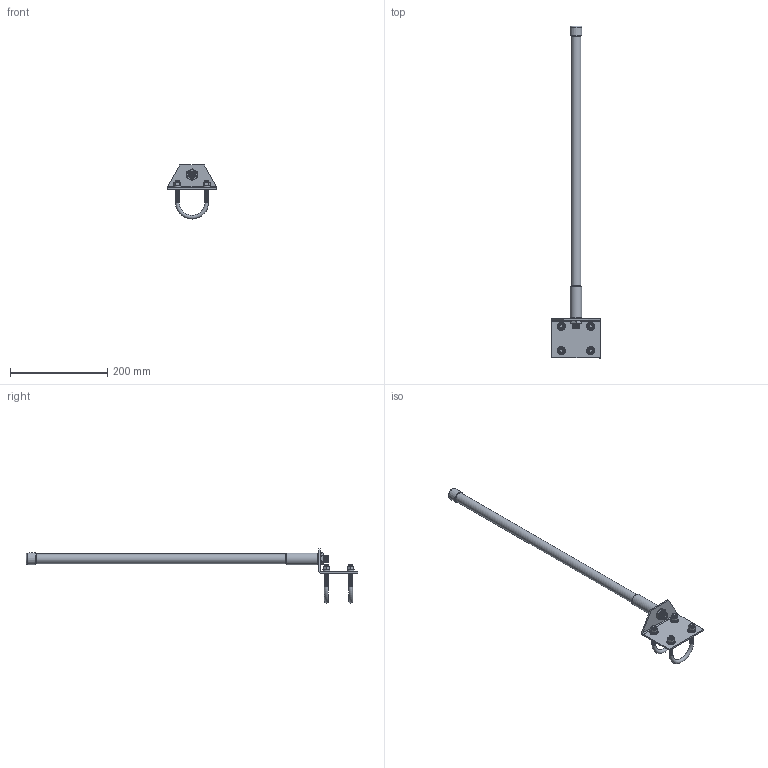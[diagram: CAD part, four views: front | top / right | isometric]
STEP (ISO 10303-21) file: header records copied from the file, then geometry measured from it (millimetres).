
FILE_DESCRIPTION (( 'STEP AP214' ), '1' );
FILE_NAME ('HG5310U.STEP', '2018-01-17T20:28:15', ( '' ), ( '' ), 'SwSTEP 2.0', 'SolidWorks 2014', '' );
FILE_SCHEMA (( 'AUTOMOTIVE_DESIGN' ));
Length unit declared in the file: inch
Products named in the file (4): XA-HW007_Ubolt; XA-HW007; HG5310U_ANTENNA; HG5310U
Assembly tree (4 placements, depth 2):
  HG5310U
    HG5310U_ANTENNA
    XA-HW007
    XA-HW007_Ubolt  x2
Bounding box: 100.33 x 682.46 x 111.08 mm (x, y, z)
Volume: 258494.3 mm3; surface area: 82557.8 mm2
Topology: 4 solids, 4 shells, 613 faces, 1259 edges, 689 vertices
Faces by surface type: cone 443, plane 109, cylinder 42, torus 19
Full cylindrical faces by diameter (mm): 1.8 x1, 2.98 x1, 7.823 x4, 8.28 x4, 8.915 x8, 13.5 x1, 13.995 x4, 16.053 x1, 16.383 x1, 17.018 x4, 19.863 x1, 19.914 x1, 23.825 x1
Entity records: 13356 total; most frequent: CARTESIAN_POINT 1909, DIRECTION 1514, ORIENTED_EDGE 972, AXIS2_PLACEMENT_3D 691, EDGE_LOOP 672, EDGE_CURVE 486, VERTEX_POINT 422, FACE_OUTER_BOUND 400
